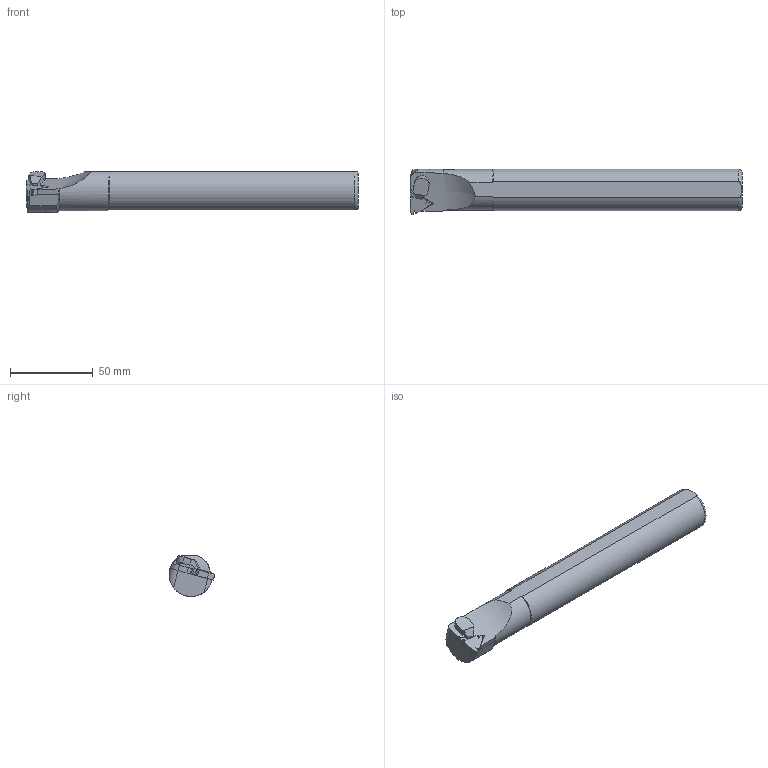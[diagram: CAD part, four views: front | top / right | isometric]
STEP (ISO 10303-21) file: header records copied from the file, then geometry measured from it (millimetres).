
FILE_DESCRIPTION(/* description */ (''),/* implementation_level */ '2;1');
FILE_NAME(/* name */ 'SIR-S25R-16C-T.stp',/* time_stamp */ '2023-10-17T20:37:39+03:00',/* author */ (''),/* organization */ (''),/* preprocessor_version */ 'ST-DEVELOPER v19.4',/* originating_system */ 'SIEMENS PLM Software NX2306.3001',/* authorisation */ '');
FILE_SCHEMA (('AUTOMOTIVE_DESIGN { 1 0 10303 214 3 1 1 1 }'));
Length unit declared in the file: millimetre
Products named in the file (1): model1
Bounding box: 200 x 27.64 x 24.69 mm (x, y, z)
Volume: 91589.1 mm3; surface area: 16944.4 mm2
Topology: 2 solids, 2 shells, 73 faces, 201 edges, 133 vertices
Faces by surface type: plane 55, cylinder 12, cone 3, bspline 2, torus 1
Entity records: 3425 total; most frequent: CARTESIAN_POINT 1085, ORIENTED_EDGE 398, DIRECTION 331, EDGE_CURVE 199, LINE 139, VECTOR 139, VERTEX_POINT 132, AXIS2_PLACEMENT_3D 96
